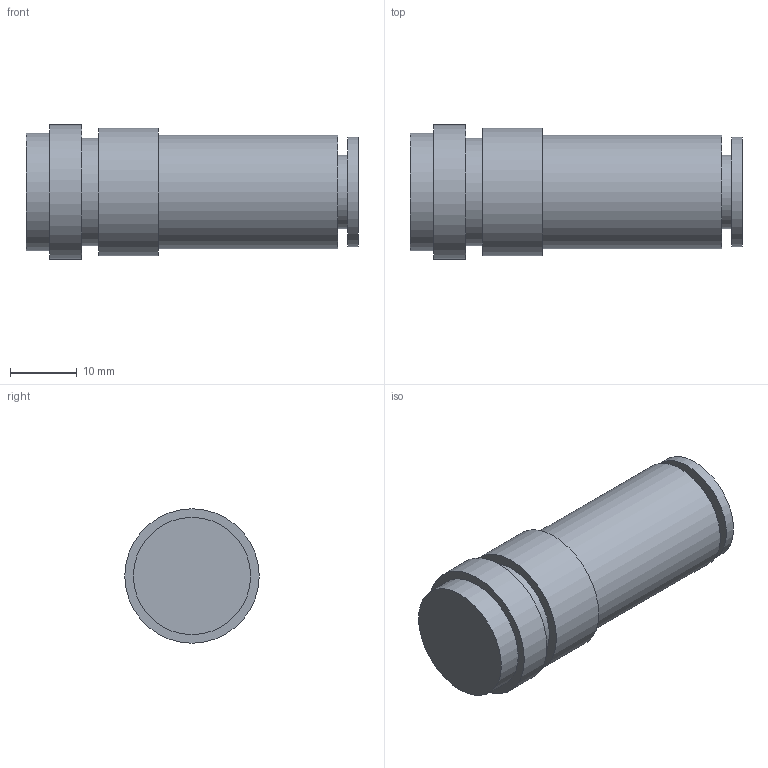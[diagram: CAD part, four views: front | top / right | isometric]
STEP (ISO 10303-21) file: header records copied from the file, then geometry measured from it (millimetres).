
FILE_DESCRIPTION( ( 'STEP AP214' ), '1' );
FILE_NAME( 'KK3S-10H.stp', '2020-04-02T14:45:06', ( 'License CC BY-ND 4.0' ), ( 'CADENAS' ), ' ', 'PARTsolutions', ' ' );
FILE_SCHEMA( ( 'AUTOMOTIVE_DESIGN { 1 0 10303 214 1 1 1 1 }' ) );
Length unit declared in the file: millimetre
Products named in the file (1): _KK3S-10H
Bounding box: 49.9 x 20.2 x 20.2 mm (x, y, z)
Volume: 10477.8 mm3; surface area: 4447 mm2
Topology: 1 solids, 1 shells, 17 faces, 24 edges, 16 vertices
Faces by surface type: plane 9, cylinder 8
Full cylindrical faces by diameter (mm): 10 x1, 11.1 x1, 16.2 x1, 16.5 x1, 17 x1, 17.6 x1, 19.2 x1, 20.2 x1
Entity records: 486 total; most frequent: DIRECTION 68, CARTESIAN_POINT 50, AXIS2_PLACEMENT_3D 34, EDGE_LOOP 32, ORIENTED_EDGE 32, FACE_OUTER_BOUND 25, STYLED_ITEM 17, PRESENTATION_STYLE_ASSIGNMENT 17
